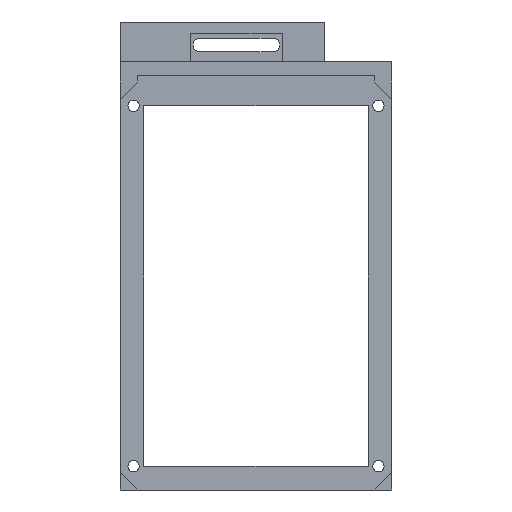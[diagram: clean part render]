
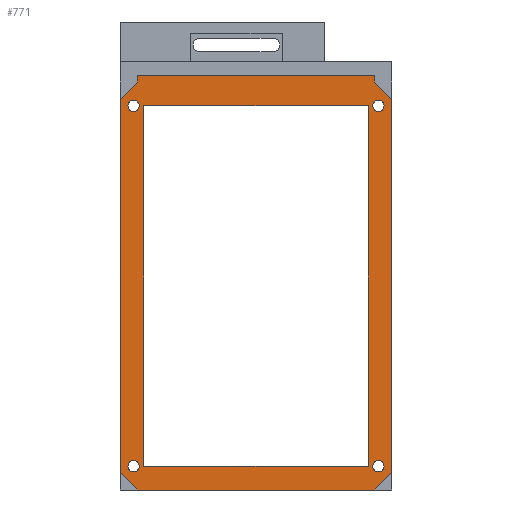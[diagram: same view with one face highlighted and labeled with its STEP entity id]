
A CAD part, front view. The second image highlights one B-rep face of the part: STEP entity #771.
In plain terms, the highlighted planar face has unit normal (0, -1, 0).
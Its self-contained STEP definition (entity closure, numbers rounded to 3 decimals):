
#26=FACE_BOUND('',#142,.T.);
#27=FACE_BOUND('',#143,.T.);
#28=FACE_BOUND('',#144,.T.);
#29=FACE_BOUND('',#145,.T.);
#30=FACE_BOUND('',#146,.T.);
#60=PLANE('',#837);
#97=FACE_OUTER_BOUND('',#141,.T.);
#141=EDGE_LOOP('',(#710,#711,#712,#713,#714,#715,#716,#717,#718,#719));
#142=EDGE_LOOP('',(#720));
#143=EDGE_LOOP('',(#721));
#144=EDGE_LOOP('',(#722,#723,#724,#725));
#145=EDGE_LOOP('',(#726));
#146=EDGE_LOOP('',(#727));
#187=LINE('',#1135,#278);
#190=LINE('',#1141,#281);
#192=LINE('',#1146,#283);
#194=LINE('',#1150,#285);
#197=LINE('',#1157,#288);
#203=LINE('',#1169,#294);
#208=LINE('',#1179,#299);
#216=LINE('',#1204,#307);
#220=LINE('',#1212,#311);
#223=LINE('',#1218,#314);
#226=LINE('',#1223,#317);
#230=LINE('',#1238,#321);
#233=LINE('',#1243,#324);
#236=LINE('',#1248,#327);
#278=VECTOR('',#925,10.);
#281=VECTOR('',#930,10.);
#283=VECTOR('',#934,10.);
#285=VECTOR('',#938,10.);
#288=VECTOR('',#943,10.);
#294=VECTOR('',#953,10.);
#299=VECTOR('',#962,10.);
#307=VECTOR('',#986,10.);
#311=VECTOR('',#992,10.);
#314=VECTOR('',#997,10.);
#317=VECTOR('',#1002,10.);
#321=VECTOR('',#1020,10.);
#324=VECTOR('',#1025,10.);
#327=VECTOR('',#1030,10.);
#336=CIRCLE('',#819,1.666);
#338=CIRCLE('',#822,1.666);
#340=CIRCLE('',#829,1.666);
#342=CIRCLE('',#832,1.666);
#373=VERTEX_POINT('',#1128);
#376=VERTEX_POINT('',#1133);
#377=VERTEX_POINT('',#1137);
#379=VERTEX_POINT('',#1143);
#381=VERTEX_POINT('',#1149);
#383=VERTEX_POINT('',#1155);
#384=VERTEX_POINT('',#1156);
#388=VERTEX_POINT('',#1168);
#390=VERTEX_POINT('',#1177);
#391=VERTEX_POINT('',#1178);
#396=VERTEX_POINT('',#1192);
#398=VERTEX_POINT('',#1198);
#399=VERTEX_POINT('',#1202);
#400=VERTEX_POINT('',#1203);
#403=VERTEX_POINT('',#1211);
#405=VERTEX_POINT('',#1217);
#408=VERTEX_POINT('',#1228);
#410=VERTEX_POINT('',#1234);
#459=EDGE_CURVE('',#376,#373,#187,.T.);
#462=EDGE_CURVE('',#377,#373,#190,.T.);
#464=EDGE_CURVE('',#379,#376,#192,.T.);
#466=EDGE_CURVE('',#379,#381,#194,.T.);
#469=EDGE_CURVE('',#383,#384,#197,.T.);
#475=EDGE_CURVE('',#388,#377,#203,.T.);
#480=EDGE_CURVE('',#390,#391,#208,.T.);
#488=EDGE_CURVE('',#396,#396,#336,.T.);
#491=EDGE_CURVE('',#398,#398,#338,.T.);
#492=EDGE_CURVE('',#399,#400,#216,.T.);
#496=EDGE_CURVE('',#403,#399,#220,.T.);
#499=EDGE_CURVE('',#405,#403,#223,.T.);
#502=EDGE_CURVE('',#400,#405,#226,.T.);
#506=EDGE_CURVE('',#408,#408,#340,.T.);
#509=EDGE_CURVE('',#410,#410,#342,.T.);
#510=EDGE_CURVE('',#383,#381,#230,.T.);
#513=EDGE_CURVE('',#390,#384,#233,.T.);
#516=EDGE_CURVE('',#388,#391,#236,.T.);
#710=ORIENTED_EDGE('',*,*,#466,.T.);
#711=ORIENTED_EDGE('',*,*,#510,.F.);
#712=ORIENTED_EDGE('',*,*,#469,.T.);
#713=ORIENTED_EDGE('',*,*,#513,.F.);
#714=ORIENTED_EDGE('',*,*,#480,.T.);
#715=ORIENTED_EDGE('',*,*,#516,.F.);
#716=ORIENTED_EDGE('',*,*,#475,.T.);
#717=ORIENTED_EDGE('',*,*,#462,.T.);
#718=ORIENTED_EDGE('',*,*,#459,.F.);
#719=ORIENTED_EDGE('',*,*,#464,.F.);
#720=ORIENTED_EDGE('',*,*,#509,.F.);
#721=ORIENTED_EDGE('',*,*,#506,.F.);
#722=ORIENTED_EDGE('',*,*,#502,.F.);
#723=ORIENTED_EDGE('',*,*,#492,.F.);
#724=ORIENTED_EDGE('',*,*,#496,.F.);
#725=ORIENTED_EDGE('',*,*,#499,.F.);
#726=ORIENTED_EDGE('',*,*,#491,.F.);
#727=ORIENTED_EDGE('',*,*,#488,.F.);
#771=ADVANCED_FACE('',(#97,#26,#27,#28,#29,#30),#60,.F.);
#819=AXIS2_PLACEMENT_3D('',#1194,#975,#976);
#822=AXIS2_PLACEMENT_3D('',#1200,#982,#983);
#829=AXIS2_PLACEMENT_3D('',#1230,#1009,#1010);
#832=AXIS2_PLACEMENT_3D('',#1236,#1016,#1017);
#837=AXIS2_PLACEMENT_3D('',#1251,#1034,#1035);
#925=DIRECTION('',(1.,0.,0.));
#930=DIRECTION('',(0.,0.,1.));
#934=DIRECTION('',(0.,0.,1.));
#938=DIRECTION('',(-0.707,0.,-0.707));
#943=DIRECTION('',(0.707,0.,-0.707));
#953=DIRECTION('',(-0.707,0.,0.707));
#962=DIRECTION('',(0.707,0.,0.707));
#975=DIRECTION('center_axis',(0.,-1.,0.));
#976=DIRECTION('ref_axis',(-1.,0.,0.));
#982=DIRECTION('center_axis',(0.,-1.,0.));
#983=DIRECTION('ref_axis',(-1.,0.,0.));
#986=DIRECTION('',(0.,0.,-1.));
#992=DIRECTION('',(-1.,0.,0.));
#997=DIRECTION('',(0.,0.,1.));
#1002=DIRECTION('',(1.,0.,0.));
#1009=DIRECTION('center_axis',(0.,-1.,0.));
#1010=DIRECTION('ref_axis',(-1.,0.,0.));
#1016=DIRECTION('center_axis',(0.,-1.,0.));
#1017=DIRECTION('ref_axis',(-1.,0.,0.));
#1020=DIRECTION('',(0.,0.,1.));
#1025=DIRECTION('',(-1.,0.,0.));
#1030=DIRECTION('',(0.,0.,-1.));
#1034=DIRECTION('center_axis',(0.,1.,0.));
#1035=DIRECTION('ref_axis',(-1.,0.,0.));
#1128=CARTESIAN_POINT('',(90.007,77.,62.15));
#1133=CARTESIAN_POINT('',(19.993,77.,62.15));
#1135=CARTESIAN_POINT('',(19.993,77.,62.15));
#1137=CARTESIAN_POINT('',(90.007,77.,60.15));
#1141=CARTESIAN_POINT('',(90.007,77.,60.15));
#1143=CARTESIAN_POINT('',(19.993,77.,60.15));
#1146=CARTESIAN_POINT('',(19.993,77.,60.15));
#1149=CARTESIAN_POINT('',(14.9,77.,55.057));
#1150=CARTESIAN_POINT('',(11.161,77.,51.318));
#1155=CARTESIAN_POINT('',(14.9,77.,-55.057));
#1156=CARTESIAN_POINT('',(19.993,77.,-60.15));
#1157=CARTESIAN_POINT('',(13.707,77.,-53.864));
#1168=CARTESIAN_POINT('',(95.1,77.,55.057));
#1169=CARTESIAN_POINT('',(96.293,77.,53.864));
#1177=CARTESIAN_POINT('',(90.007,77.,-60.15));
#1178=CARTESIAN_POINT('',(95.1,77.,-55.057));
#1179=CARTESIAN_POINT('',(98.839,77.,-51.318));
#1192=CARTESIAN_POINT('',(92.766,77.,-53.15));
#1194=CARTESIAN_POINT('Origin',(91.1,77.,-53.15));
#1198=CARTESIAN_POINT('',(20.566,77.,53.15));
#1200=CARTESIAN_POINT('Origin',(18.9,77.,53.15));
#1202=CARTESIAN_POINT('',(21.9,77.,53.15));
#1203=CARTESIAN_POINT('',(21.9,77.,-53.15));
#1204=CARTESIAN_POINT('',(21.9,77.,53.15));
#1211=CARTESIAN_POINT('',(88.1,77.,53.15));
#1212=CARTESIAN_POINT('',(88.1,77.,53.15));
#1217=CARTESIAN_POINT('',(88.1,77.,-53.15));
#1218=CARTESIAN_POINT('',(88.1,77.,-53.15));
#1223=CARTESIAN_POINT('',(21.9,77.,-53.15));
#1228=CARTESIAN_POINT('',(20.566,77.,-53.15));
#1230=CARTESIAN_POINT('Origin',(18.9,77.,-53.15));
#1234=CARTESIAN_POINT('',(92.766,77.,53.15));
#1236=CARTESIAN_POINT('Origin',(91.1,77.,53.15));
#1238=CARTESIAN_POINT('',(14.9,77.,-60.15));
#1243=CARTESIAN_POINT('',(95.1,77.,-60.15));
#1248=CARTESIAN_POINT('',(95.1,77.,60.15));
#1251=CARTESIAN_POINT('Origin',(55.,77.,0.));
